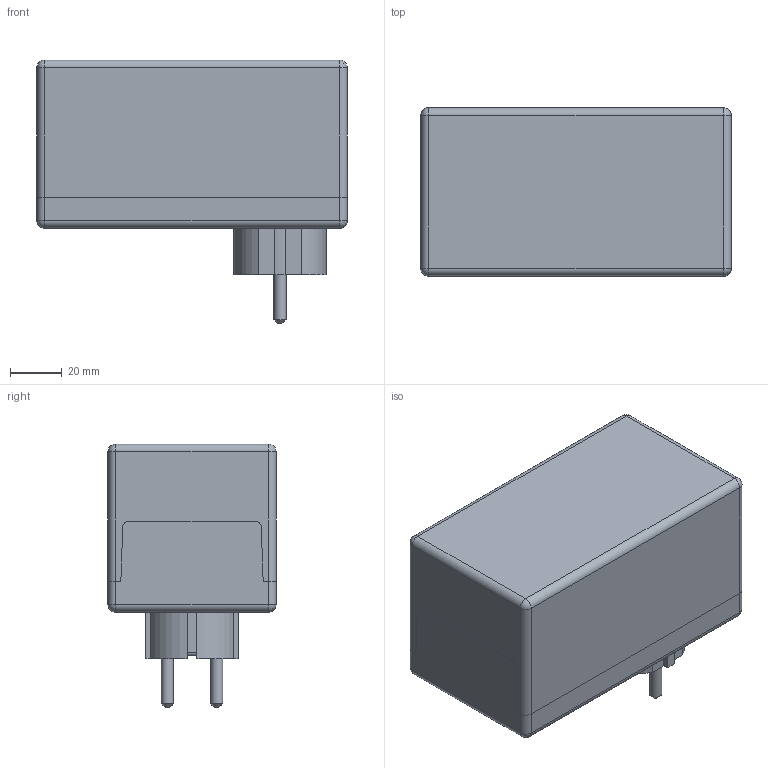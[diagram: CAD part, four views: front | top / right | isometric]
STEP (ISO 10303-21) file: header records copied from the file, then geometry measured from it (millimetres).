
FILE_DESCRIPTION((''),'2;1');
FILE_NAME('0601102000-MBPO_126565 ST.stp','2016-01-22T10:57:50',('robin.rentz'),(''),'Autodesk Inventor 2012','Autodesk Inventor 2012','');
FILE_SCHEMA(('AUTOMOTIVE_DESIGN { 1 2 10303 214 0 1 1 1 }'));
Length unit declared in the file: millimetre
Products named in the file (3): 0601102000-MBPO_126565 ST; 0601101302-UT_126540 ST; 0601102101-OT_126565
Assembly tree (2 placements, depth 2):
  0601102000-MBPO_126565 ST
    0601101302-UT_126540 ST
    0601102101-OT_126565
Bounding box: 120 x 65 x 102 mm (x, y, z)
Volume: 122378 mm3; surface area: 92231.3 mm2
Topology: 2 solids, 2 shells, 354 faces, 810 edges, 502 vertices
Faces by surface type: plane 214, cylinder 98, cone 34, sphere 8
Full cylindrical faces by diameter (mm): 2.5 x10, 3 x2, 4.2 x4, 4.5 x4, 4.75 x2, 5 x4, 5.5 x6, 6 x4, 8 x4, 8.5 x2, 8.8 x4
Entity records: 9643 total; most frequent: DIRECTION 1704, CARTESIAN_POINT 1605, ORIENTED_EDGE 1504, EDGE_CURVE 752, AXIS2_PLACEMENT_3D 593, VECTOR 518, LINE 518, VERTEX_POINT 494
